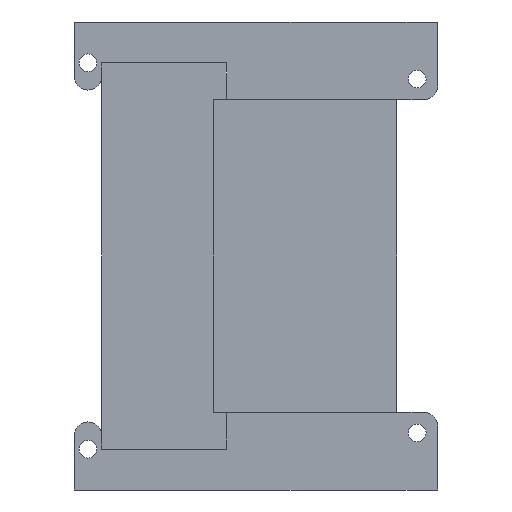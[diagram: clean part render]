
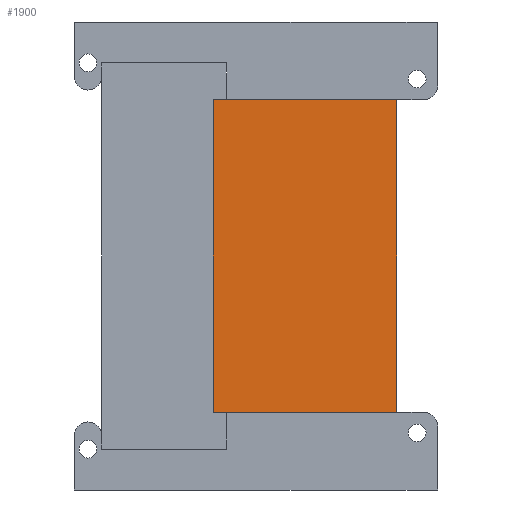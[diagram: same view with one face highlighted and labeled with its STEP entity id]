
A CAD part, front view. The second image highlights one B-rep face of the part: STEP entity #1900.
In plain terms, the highlighted planar face has unit normal (0, -1, 0).
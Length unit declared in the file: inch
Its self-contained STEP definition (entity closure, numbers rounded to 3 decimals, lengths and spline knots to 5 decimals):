
#8 = ORIENTED_EDGE ( 'NONE', *, *, #1277, .F. ) ;
#10 = LINE ( 'NONE', #1122, #2350 ) ;
#73 = VECTOR ( 'NONE', #79, 39.37008 ) ;
#79 = DIRECTION ( 'NONE',  ( 0., 0., -1. ) ) ;
#138 = LINE ( 'NONE', #1292, #1272 ) ;
#216 = EDGE_CURVE ( 'NONE', #1710, #1574, #298, .T. ) ;
#298 = LINE ( 'NONE', #2389, #700 ) ;
#400 = VERTEX_POINT ( 'NONE', #1499 ) ;
#521 = CARTESIAN_POINT ( 'NONE',  ( 0.36, 0.42, 1.15 ) ) ;
#529 = CARTESIAN_POINT ( 'NONE',  ( 0., 0.42, 0. ) ) ;
#574 = ORIENTED_EDGE ( 'NONE', *, *, #216, .F. ) ;
#613 = EDGE_CURVE ( 'NONE', #1329, #400, #138, .T. ) ;
#614 = ORIENTED_EDGE ( 'NONE', *, *, #1497, .F. ) ;
#616 = VECTOR ( 'NONE', #1582, 39.37008 ) ;
#645 = CARTESIAN_POINT ( 'NONE',  ( 1.71, 0.42, 1.15 ) ) ;
#700 = VECTOR ( 'NONE', #1062, 39.37008 ) ;
#704 = LINE ( 'NONE', #521, #1343 ) ;
#806 = LINE ( 'NONE', #645, #73 ) ;
#889 = DIRECTION ( 'NONE',  ( -1., 0., 0. ) ) ;
#916 = DIRECTION ( 'NONE',  ( 0., 0., -1. ) ) ;
#1014 = CARTESIAN_POINT ( 'NONE',  ( 0.90569, 0.42, 1.15 ) ) ;
#1029 = EDGE_CURVE ( 'NONE', #1574, #2279, #704, .T. ) ;
#1040 = ORIENTED_EDGE ( 'NONE', *, *, #1664, .F. ) ;
#1062 = DIRECTION ( 'NONE',  ( 1., 0., 0. ) ) ;
#1105 = PLANE ( 'NONE',  #2134 ) ;
#1122 = CARTESIAN_POINT ( 'NONE',  ( 0.36, 0.42, 1.15 ) ) ;
#1227 = CARTESIAN_POINT ( 'NONE',  ( 0.36, 0.42, 1.15 ) ) ;
#1247 = ORIENTED_EDGE ( 'NONE', *, *, #613, .F. ) ;
#1272 = VECTOR ( 'NONE', #889, 39.37008 ) ;
#1277 = EDGE_CURVE ( 'NONE', #2279, #1329, #806, .T. ) ;
#1289 = DIRECTION ( 'NONE',  ( 1., 0., 0. ) ) ;
#1292 = CARTESIAN_POINT ( 'NONE',  ( 0.36, 0.42, -1.15 ) ) ;
#1298 = DIRECTION ( 'NONE',  ( 0., -1., 0. ) ) ;
#1329 = VERTEX_POINT ( 'NONE', #2091 ) ;
#1343 = VECTOR ( 'NONE', #1289, 39.37008 ) ;
#1497 = EDGE_CURVE ( 'NONE', #1719, #1710, #10, .T. ) ;
#1499 = CARTESIAN_POINT ( 'NONE',  ( 0.36, 0.42, -1.15 ) ) ;
#1543 = DIRECTION ( 'NONE',  ( 1., 0., 0. ) ) ;
#1574 = VERTEX_POINT ( 'NONE', #1014 ) ;
#1582 = DIRECTION ( 'NONE',  ( 0., 0., 1. ) ) ;
#1631 = CARTESIAN_POINT ( 'NONE',  ( 0.36, 0.42, 1.15 ) ) ;
#1664 = EDGE_CURVE ( 'NONE', #400, #1719, #2176, .T. ) ;
#1710 = VERTEX_POINT ( 'NONE', #2037 ) ;
#1719 = VERTEX_POINT ( 'NONE', #1631 ) ;
#1900 = ADVANCED_FACE ( 'NONE', ( #2257 ), #1105, .T. ) ;
#2030 = ORIENTED_EDGE ( 'NONE', *, *, #1029, .F. ) ;
#2037 = CARTESIAN_POINT ( 'NONE',  ( 0.45569, 0.42, 1.15 ) ) ;
#2091 = CARTESIAN_POINT ( 'NONE',  ( 1.71, 0.42, -1.15 ) ) ;
#2134 = AXIS2_PLACEMENT_3D ( 'NONE', #529, #1298, #916 ) ;
#2176 = LINE ( 'NONE', #1227, #616 ) ;
#2254 = CARTESIAN_POINT ( 'NONE',  ( 1.71, 0.42, 1.15 ) ) ;
#2257 = FACE_OUTER_BOUND ( 'NONE', #2380, .T. ) ;
#2279 = VERTEX_POINT ( 'NONE', #2254 ) ;
#2350 = VECTOR ( 'NONE', #1543, 39.37008 ) ;
#2380 = EDGE_LOOP ( 'NONE', ( #1040, #1247, #8, #2030, #574, #614 ) ) ;
#2389 = CARTESIAN_POINT ( 'NONE',  ( 0., 0.42, 1.15 ) ) ;
